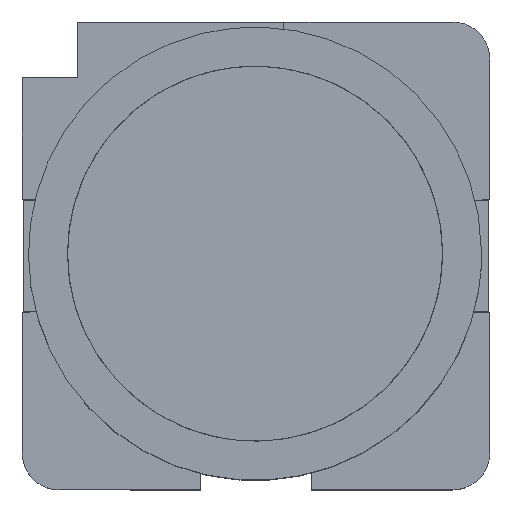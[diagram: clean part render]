
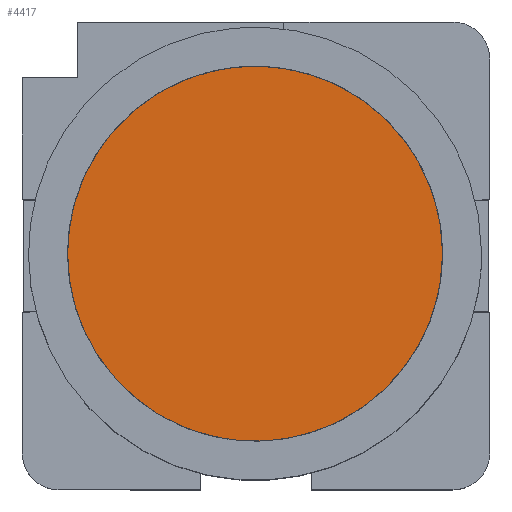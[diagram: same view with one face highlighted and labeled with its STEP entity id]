
A CAD part, top view. The second image highlights one B-rep face of the part: STEP entity #4417.
In plain terms, the highlighted free-form (B-spline) face has degree [1, 1] with [2, 2] control points.
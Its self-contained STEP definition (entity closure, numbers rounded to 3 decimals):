
#4266 = EDGE_CURVE('',#4267,#4267,#4269,.T.);
#4267 = VERTEX_POINT('',#4268);
#4268 = CARTESIAN_POINT('',(562.453,-188.916,7.3));
#4269 = SURFACE_CURVE('',#4270,(#4280,#4306),.PCURVE_S1.);
#4270 = ( BOUNDED_CURVE() B_SPLINE_CURVE(2,(#4271,#4272,#4273,#4274,
    #4275,#4276,#4277,#4278,#4279),.UNSPECIFIED.,.T.,.F.) 
B_SPLINE_CURVE_WITH_KNOTS((3,2,2,2,3),(-3.142,-1.571,
0.,1.571,3.142),.UNSPECIFIED.) CURVE() 
GEOMETRIC_REPRESENTATION_ITEM() RATIONAL_B_SPLINE_CURVE((1.,
    0.707,1.,0.707,1.,0.707,1.,0.707
,1.)) REPRESENTATION_ITEM('') );
#4271 = CARTESIAN_POINT('',(562.453,-188.916,7.3));
#4272 = CARTESIAN_POINT('',(562.453,-183.866,7.3));
#4273 = CARTESIAN_POINT('',(557.403,-183.866,7.3));
#4274 = CARTESIAN_POINT('',(552.353,-183.866,7.3));
#4275 = CARTESIAN_POINT('',(552.353,-188.916,7.3));
#4276 = CARTESIAN_POINT('',(552.353,-193.966,7.3));
#4277 = CARTESIAN_POINT('',(557.403,-193.966,7.3));
#4278 = CARTESIAN_POINT('',(562.453,-193.966,7.3));
#4279 = CARTESIAN_POINT('',(562.453,-188.916,7.3));
#4280 = PCURVE('',#4281,#4300);
#4281 = ( BOUNDED_SURFACE() B_SPLINE_SURFACE(1,2,(
    (#4282,#4283,#4284,#4285,#4286,#4287,#4288,#4289,#4290)
    ,(#4291,#4292,#4293,#4294,#4295,#4296,#4297,#4298,#4299
)),.UNSPECIFIED.,.F.,.T.,.F.) B_SPLINE_SURFACE_WITH_KNOTS((2,2),(1,2,2,2
    ,2,2,1),(0.,1.248),(-4.712,-3.142,
    -1.571,0.,1.571,3.142,4.712)
,.UNSPECIFIED.) GEOMETRIC_REPRESENTATION_ITEM() 
RATIONAL_B_SPLINE_SURFACE((
    (1.,0.707,1.,0.707,1.,0.707,1.
      ,0.707,1.)
    ,(1.,0.707,1.,0.707,1.,0.707,1.
,0.707,1.))) REPRESENTATION_ITEM('') SURFACE() );
#4282 = CARTESIAN_POINT('',(562.453,-188.916,7.3));
#4283 = CARTESIAN_POINT('',(562.453,-183.866,7.3));
#4284 = CARTESIAN_POINT('',(557.403,-183.866,7.3));
#4285 = CARTESIAN_POINT('',(552.353,-183.866,7.3));
#4286 = CARTESIAN_POINT('',(552.353,-188.916,7.3));
#4287 = CARTESIAN_POINT('',(552.353,-193.966,7.3));
#4288 = CARTESIAN_POINT('',(557.403,-193.966,7.3));
#4289 = CARTESIAN_POINT('',(562.453,-193.966,7.3));
#4290 = CARTESIAN_POINT('',(562.453,-188.916,7.3));
#4291 = CARTESIAN_POINT('',(562.453,-188.916,1.));
#4292 = CARTESIAN_POINT('',(562.453,-183.866,1.));
#4293 = CARTESIAN_POINT('',(557.403,-183.866,1.));
#4294 = CARTESIAN_POINT('',(552.353,-183.866,1.));
#4295 = CARTESIAN_POINT('',(552.353,-188.916,1.));
#4296 = CARTESIAN_POINT('',(552.353,-193.966,1.));
#4297 = CARTESIAN_POINT('',(557.403,-193.966,1.));
#4298 = CARTESIAN_POINT('',(562.453,-193.966,1.));
#4299 = CARTESIAN_POINT('',(562.453,-188.916,1.));
#4300 = DEFINITIONAL_REPRESENTATION('',(#4301),#4305);
#4301 = LINE('',#4302,#4303);
#4302 = CARTESIAN_POINT('',(0.,0.));
#4303 = VECTOR('',#4304,1.);
#4304 = DIRECTION('',(0.,1.));
#4305 = ( GEOMETRIC_REPRESENTATION_CONTEXT(2) 
PARAMETRIC_REPRESENTATION_CONTEXT() REPRESENTATION_CONTEXT('2D SPACE',''
  ) );
#4306 = PCURVE('',#4307,#4312);
#4307 = B_SPLINE_SURFACE_WITH_KNOTS('',1,1,(
    (#4308,#4309)
    ,(#4310,#4311
    )),.UNSPECIFIED.,.F.,.F.,.F.,(2,2),(2,2),(-5.05,5.05),(-5.05,5.05),
  .PIECEWISE_BEZIER_KNOTS.);
#4308 = CARTESIAN_POINT('',(552.353,-193.966,7.3));
#4309 = CARTESIAN_POINT('',(552.353,-183.866,7.3));
#4310 = CARTESIAN_POINT('',(562.453,-193.966,7.3));
#4311 = CARTESIAN_POINT('',(562.453,-183.866,7.3));
#4312 = DEFINITIONAL_REPRESENTATION('',(#4313),#4339);
#4313 = B_SPLINE_CURVE_WITH_KNOTS('',3,(#4314,#4315,#4316,#4317,#4318,
    #4319,#4320,#4321,#4322,#4323,#4324,#4325,#4326,#4327,#4328,#4329,
    #4330,#4331,#4332,#4333,#4334,#4335,#4336,#4337,#4338),
  .UNSPECIFIED.,.T.,.F.,(4,1,1,1,1,1,1,1,1,1,1,1,1,1,1,1,1,1,1,1,1,1,4),
  (-3.142,-2.856,-2.57,-2.285,
    -1.999,-1.714,-1.428,-1.142,
    -0.857,-0.571,-0.286,0.,
    0.286,0.571,0.857,1.142,
    1.428,1.714,1.999,2.285,
    2.57,2.856,3.142),.UNSPECIFIED.);
#4314 = CARTESIAN_POINT('',(5.05,0.));
#4315 = CARTESIAN_POINT('',(5.058,0.43));
#4316 = CARTESIAN_POINT('',(4.934,1.348));
#4317 = CARTESIAN_POINT('',(4.348,2.717));
#4318 = CARTESIAN_POINT('',(3.34,3.89));
#4319 = CARTESIAN_POINT('',(2.045,4.698));
#4320 = CARTESIAN_POINT('',(0.647,5.068));
#4321 = CARTESIAN_POINT('',(-0.647,5.068));
#4322 = CARTESIAN_POINT('',(-2.045,4.698));
#4323 = CARTESIAN_POINT('',(-3.34,3.89));
#4324 = CARTESIAN_POINT('',(-4.347,2.719));
#4325 = CARTESIAN_POINT('',(-4.937,1.34));
#4326 = CARTESIAN_POINT('',(-5.106,0.));
#4327 = CARTESIAN_POINT('',(-4.937,-1.34));
#4328 = CARTESIAN_POINT('',(-4.347,-2.719));
#4329 = CARTESIAN_POINT('',(-3.34,-3.89));
#4330 = CARTESIAN_POINT('',(-2.045,-4.698));
#4331 = CARTESIAN_POINT('',(-0.647,-5.068));
#4332 = CARTESIAN_POINT('',(0.647,-5.068));
#4333 = CARTESIAN_POINT('',(2.045,-4.698));
#4334 = CARTESIAN_POINT('',(3.34,-3.89));
#4335 = CARTESIAN_POINT('',(4.348,-2.717));
#4336 = CARTESIAN_POINT('',(4.934,-1.348));
#4337 = CARTESIAN_POINT('',(5.058,-0.43));
#4338 = CARTESIAN_POINT('',(5.05,0.));
#4339 = ( GEOMETRIC_REPRESENTATION_CONTEXT(2) 
PARAMETRIC_REPRESENTATION_CONTEXT() REPRESENTATION_CONTEXT('2D SPACE',''
  ) );
#4417 = ADVANCED_FACE('',(#4418),#4307,.T.);
#4418 = FACE_BOUND('',#4419,.T.);
#4419 = EDGE_LOOP('',(#4420));
#4420 = ORIENTED_EDGE('',*,*,#4266,.T.);
